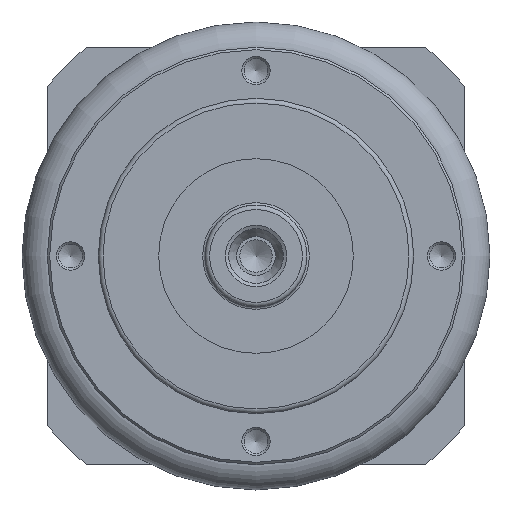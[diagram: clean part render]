
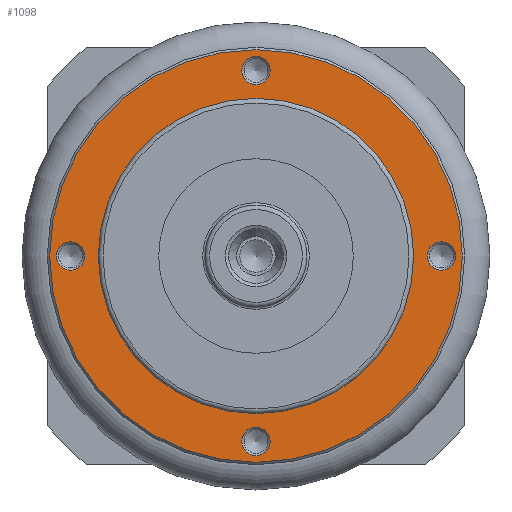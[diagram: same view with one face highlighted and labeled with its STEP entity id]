
A CAD part, left-side view. The second image highlights one B-rep face of the part: STEP entity #1098.
In plain terms, the highlighted planar face has unit normal (-1, 0, 0).
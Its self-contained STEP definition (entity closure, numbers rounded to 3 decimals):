
#1098=ADVANCED_FACE('',(#1546,#1547,#1548,#1549,#1550,#1551),#1311,.T.);
#1311=PLANE('',#5072);
#1546=FACE_BOUND('',#1975,.T.);
#1547=FACE_BOUND('',#1976,.T.);
#1548=FACE_BOUND('',#1977,.T.);
#1549=FACE_BOUND('',#1978,.T.);
#1550=FACE_BOUND('',#1979,.T.);
#1551=FACE_BOUND('',#1980,.T.);
#1975=EDGE_LOOP('',(#2814));
#1976=EDGE_LOOP('',(#2815));
#1977=EDGE_LOOP('',(#2816));
#1978=EDGE_LOOP('',(#2817));
#1979=EDGE_LOOP('',(#2818));
#1980=EDGE_LOOP('',(#2819));
#2814=ORIENTED_EDGE('',*,*,#4149,.T.);
#2815=ORIENTED_EDGE('',*,*,#4150,.T.);
#2816=ORIENTED_EDGE('',*,*,#4151,.T.);
#2817=ORIENTED_EDGE('',*,*,#4152,.T.);
#2818=ORIENTED_EDGE('',*,*,#4153,.T.);
#2819=ORIENTED_EDGE('',*,*,#4148,.T.);
#3623=VERTEX_POINT('',#7696);
#3624=VERTEX_POINT('',#7699);
#3625=VERTEX_POINT('',#7701);
#3626=VERTEX_POINT('',#7703);
#3627=VERTEX_POINT('',#7705);
#3628=VERTEX_POINT('',#7707);
#4148=EDGE_CURVE('',#3623,#3623,#4595,.T.);
#4149=EDGE_CURVE('',#3624,#3624,#4596,.T.);
#4150=EDGE_CURVE('',#3625,#3625,#4597,.T.);
#4151=EDGE_CURVE('',#3626,#3626,#4598,.T.);
#4152=EDGE_CURVE('',#3627,#3627,#4599,.T.);
#4153=EDGE_CURVE('',#3628,#3628,#4600,.T.);
#4595=CIRCLE('',#5065,34.);
#4596=CIRCLE('',#5067,3.05);
#4597=CIRCLE('',#5068,3.05);
#4598=CIRCLE('',#5069,3.05);
#4599=CIRCLE('',#5070,3.05);
#4600=CIRCLE('',#5071,44.5);
#5065=AXIS2_PLACEMENT_3D('',#7695,#6117,#6118);
#5067=AXIS2_PLACEMENT_3D('',#7698,#6121,#6122);
#5068=AXIS2_PLACEMENT_3D('',#7700,#6123,#6124);
#5069=AXIS2_PLACEMENT_3D('',#7702,#6125,#6126);
#5070=AXIS2_PLACEMENT_3D('',#7704,#6127,#6128);
#5071=AXIS2_PLACEMENT_3D('',#7706,#6129,#6130);
#5072=AXIS2_PLACEMENT_3D('',#7708,#6131,#6132);
#6117=DIRECTION('',(1.,0.,0.));
#6118=DIRECTION('',(0.,0.,-1.));
#6121=DIRECTION('',(1.,0.,0.));
#6122=DIRECTION('',(0.,0.,1.));
#6123=DIRECTION('',(1.,0.,0.));
#6124=DIRECTION('',(0.,0.,1.));
#6125=DIRECTION('',(1.,0.,0.));
#6126=DIRECTION('',(0.,0.,1.));
#6127=DIRECTION('',(1.,0.,0.));
#6128=DIRECTION('',(0.,0.,1.));
#6129=DIRECTION('',(-1.,0.,0.));
#6130=DIRECTION('',(0.,0.,1.));
#6131=DIRECTION('',(-1.,0.,0.));
#6132=DIRECTION('',(0.,0.,-1.));
#7695=CARTESIAN_POINT('',(46.,0.,0.));
#7696=CARTESIAN_POINT('',(46.,0.,-34.));
#7698=CARTESIAN_POINT('',(46.,0.,40.));
#7699=CARTESIAN_POINT('',(46.,0.,43.05));
#7700=CARTESIAN_POINT('',(46.,40.,0.));
#7701=CARTESIAN_POINT('',(46.,40.,3.05));
#7702=CARTESIAN_POINT('',(46.,0.,-40.));
#7703=CARTESIAN_POINT('',(46.,0.,-36.95));
#7704=CARTESIAN_POINT('',(46.,-40.,0.));
#7705=CARTESIAN_POINT('',(46.,-40.,3.05));
#7706=CARTESIAN_POINT('',(46.,0.,0.));
#7707=CARTESIAN_POINT('',(46.,0.,44.5));
#7708=CARTESIAN_POINT('',(46.,-45.,0.));
